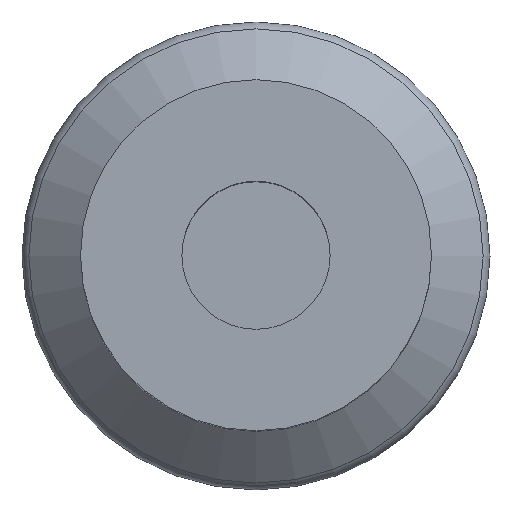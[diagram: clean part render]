
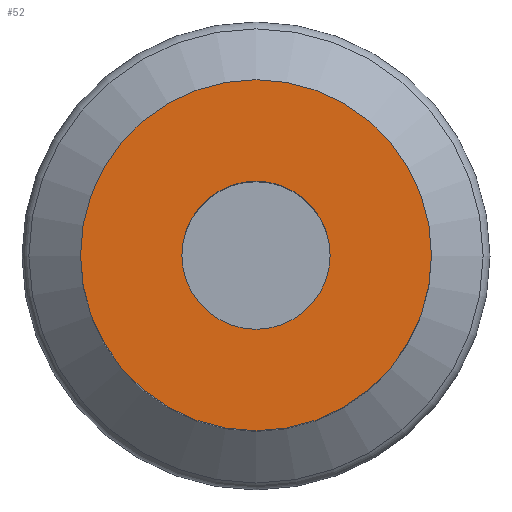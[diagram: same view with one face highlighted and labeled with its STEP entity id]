
A CAD part, top view. The second image highlights one B-rep face of the part: STEP entity #52.
In plain terms, the highlighted planar face has unit normal (0, 0, 1).
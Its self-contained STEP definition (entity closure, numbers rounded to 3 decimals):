
#52 = ADVANCED_FACE( '', ( #112, #113 ), #114, .F. );
#112 = FACE_OUTER_BOUND( '', #182, .T. );
#113 = FACE_BOUND( '', #183, .T. );
#114 = PLANE( '', #184 );
#182 = EDGE_LOOP( '', ( #258 ) );
#183 = EDGE_LOOP( '', ( #259 ) );
#184 = AXIS2_PLACEMENT_3D( '', #260, #261, #262 );
#258 = ORIENTED_EDGE( '', *, *, #334, .F. );
#259 = ORIENTED_EDGE( '', *, *, #324, .T. );
#260 = CARTESIAN_POINT( '', ( -1.9, 0., 16.4 ) );
#261 = DIRECTION( '', ( 0., 0., -1. ) );
#262 = DIRECTION( '', ( 0., -1., 0. ) );
#324 = EDGE_CURVE( '', #360, #360, #361, .T. );
#334 = EDGE_CURVE( '', #376, #376, #377, .T. );
#360 = VERTEX_POINT( '', #406 );
#361 = CIRCLE( '', #407, 1.9 );
#376 = VERTEX_POINT( '', #422 );
#377 = CIRCLE( '', #423, 4.5 );
#406 = CARTESIAN_POINT( '', ( -1.9, 0., 16.4 ) );
#407 = AXIS2_PLACEMENT_3D( '', #453, #454, #455 );
#422 = CARTESIAN_POINT( '', ( -4.5, 0., 16.4 ) );
#423 = AXIS2_PLACEMENT_3D( '', #471, #472, #473 );
#453 = CARTESIAN_POINT( '', ( 0., 0., 16.4 ) );
#454 = DIRECTION( '', ( 0., 0., -1. ) );
#455 = DIRECTION( '', ( -1., 0., 0. ) );
#471 = CARTESIAN_POINT( '', ( 0., 0., 16.4 ) );
#472 = DIRECTION( '', ( 0., 0., -1. ) );
#473 = DIRECTION( '', ( -1., 0., 0. ) );
